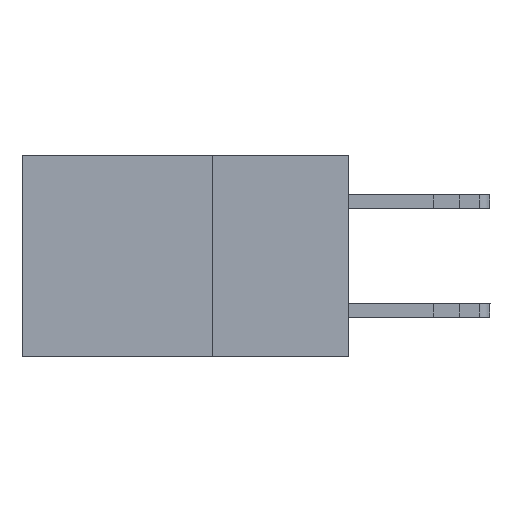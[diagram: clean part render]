
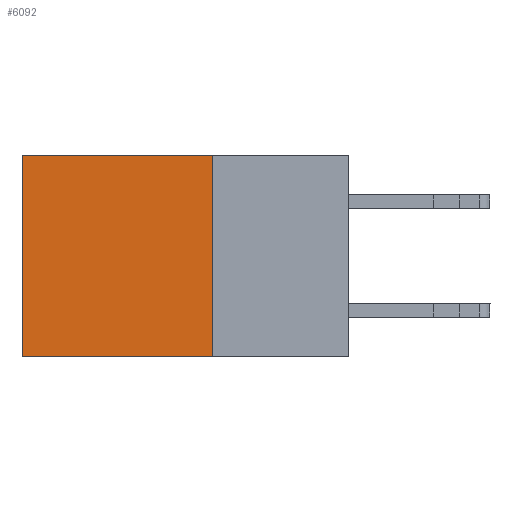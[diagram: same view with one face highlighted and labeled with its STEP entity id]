
A CAD part, left-side view. The second image highlights one B-rep face of the part: STEP entity #6092.
In plain terms, the highlighted planar face has unit normal (-1, 0, 0).
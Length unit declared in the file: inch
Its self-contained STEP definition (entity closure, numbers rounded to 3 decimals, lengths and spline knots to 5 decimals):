
#24 = VECTOR ( 'NONE', #6677, 39.37008 ) ;
#427 = ORIENTED_EDGE ( 'NONE', *, *, #13094, .T. ) ;
#488 = CARTESIAN_POINT ( 'NONE',  ( 0.2615, 0.25, -0.37 ) ) ;
#524 = DIRECTION ( 'NONE',  ( 0., 1., 0. ) ) ;
#596 = LINE ( 'NONE', #10518, #11568 ) ;
#1071 = DIRECTION ( 'NONE',  ( 0., 0., -1. ) ) ;
#1072 = DIRECTION ( 'NONE',  ( 1., 0., 0. ) ) ;
#1103 = CARTESIAN_POINT ( 'NONE',  ( 0.2615, 0.25, -0.37 ) ) ;
#1253 = PLANE ( 'NONE',  #4370 ) ;
#1461 = VERTEX_POINT ( 'NONE', #3205 ) ;
#2896 = LINE ( 'NONE', #10695, #24 ) ;
#3205 = CARTESIAN_POINT ( 'NONE',  ( 0.2615, 0.6, -0.37 ) ) ;
#3821 = ORIENTED_EDGE ( 'NONE', *, *, #6198, .F. ) ;
#4154 = CARTESIAN_POINT ( 'NONE',  ( 0.2615, 0.25, -0.37 ) ) ;
#4174 = LINE ( 'NONE', #11686, #6923 ) ;
#4370 = AXIS2_PLACEMENT_3D ( 'NONE', #1103, #1072, #1071 ) ;
#4419 = DIRECTION ( 'NONE',  ( 0., 0., -1. ) ) ;
#4617 = DIRECTION ( 'NONE',  ( 0., 0., -1. ) ) ;
#5165 = ORIENTED_EDGE ( 'NONE', *, *, #12070, .T. ) ;
#5610 = VERTEX_POINT ( 'NONE', #4154 ) ;
#6092 = ADVANCED_FACE ( 'NONE', ( #7518 ), #1253, .F. ) ;
#6198 = EDGE_CURVE ( 'NONE', #5610, #1461, #9259, .T. ) ;
#6546 = VECTOR ( 'NONE', #524, 39.37008 ) ;
#6677 = DIRECTION ( 'NONE',  ( 0., 1., 0. ) ) ;
#6716 = EDGE_CURVE ( 'NONE', #8057, #5610, #4174, .T. ) ;
#6849 = CARTESIAN_POINT ( 'NONE',  ( 0.2615, 0.25, 0. ) ) ;
#6923 = VECTOR ( 'NONE', #4617, 39.37008 ) ;
#7518 = FACE_OUTER_BOUND ( 'NONE', #10368, .T. ) ;
#7746 = VERTEX_POINT ( 'NONE', #9262 ) ;
#8057 = VERTEX_POINT ( 'NONE', #6849 ) ;
#8099 = ORIENTED_EDGE ( 'NONE', *, *, #6716, .F. ) ;
#9259 = LINE ( 'NONE', #488, #6546 ) ;
#9262 = CARTESIAN_POINT ( 'NONE',  ( 0.2615, 0.6, 0. ) ) ;
#10368 = EDGE_LOOP ( 'NONE', ( #427, #3821, #8099, #5165 ) ) ;
#10518 = CARTESIAN_POINT ( 'NONE',  ( 0.2615, 0.6, -0.37 ) ) ;
#10695 = CARTESIAN_POINT ( 'NONE',  ( 0.2615, 0.25, 0. ) ) ;
#11568 = VECTOR ( 'NONE', #4419, 39.37008 ) ;
#11686 = CARTESIAN_POINT ( 'NONE',  ( 0.2615, 0.25, -0.37 ) ) ;
#12070 = EDGE_CURVE ( 'NONE', #8057, #7746, #2896, .T. ) ;
#13094 = EDGE_CURVE ( 'NONE', #7746, #1461, #596, .T. ) ;
